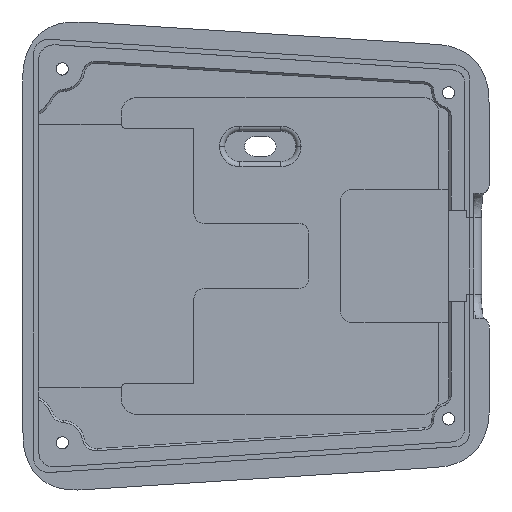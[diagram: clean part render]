
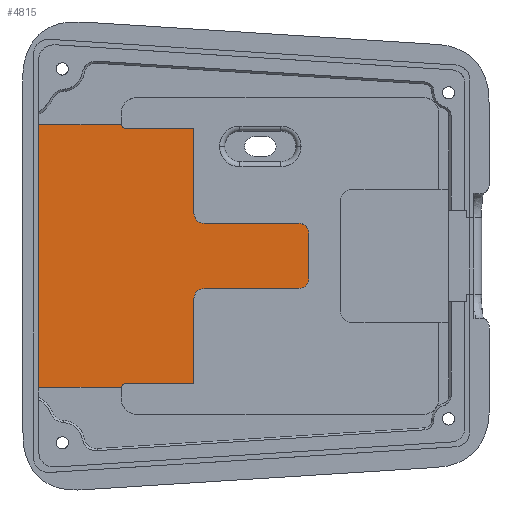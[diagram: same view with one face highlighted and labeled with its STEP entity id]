
A CAD part, top view. The second image highlights one B-rep face of the part: STEP entity #4815.
In plain terms, the highlighted planar face has unit normal (0, 0, 1).
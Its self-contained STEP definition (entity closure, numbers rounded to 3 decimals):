
#4398=CARTESIAN_POINT('',(-6.557,28.175,-2.579));
#4399=VERTEX_POINT('',#4398);
#4432=CARTESIAN_POINT('',(-6.557,-23.425,-2.579));
#4433=VERTEX_POINT('',#4432);
#4440=CARTESIAN_POINT('',(-6.557,-23.425,-2.579));
#4441=DIRECTION('',(0.,1.,-0.));
#4442=VECTOR('',#4441,51.6);
#4443=LINE('',#4440,#4442);
#4444=EDGE_CURVE('',#4433,#4399,#4443,.T.);
#4626=CARTESIAN_POINT('',(46.503,6.766,-2.579));
#4627=VERTEX_POINT('',#4626);
#4635=CARTESIAN_POINT('',(44.503,8.766,-2.579));
#4636=VERTEX_POINT('',#4635);
#4643=CARTESIAN_POINT('',(44.503,6.766,-2.579));
#4644=DIRECTION('',(-0.,0.,1.));
#4645=DIRECTION('',(1.,0.,0.));
#4646=AXIS2_PLACEMENT_3D('',#4643,#4644,#4645);
#4647=CIRCLE('',#4646,2.);
#4648=EDGE_CURVE('',#4627,#4636,#4647,.T.);
#4658=CARTESIAN_POINT('',(44.503,-4.034,-2.579));
#4659=VERTEX_POINT('',#4658);
#4667=CARTESIAN_POINT('',(46.503,-2.034,-2.579));
#4668=VERTEX_POINT('',#4667);
#4675=CARTESIAN_POINT('',(44.503,-2.034,-2.579));
#4676=DIRECTION('',(-0.,0.,1.));
#4677=DIRECTION('',(1.,0.,0.));
#4678=AXIS2_PLACEMENT_3D('',#4675,#4676,#4677);
#4679=CIRCLE('',#4678,2.);
#4680=EDGE_CURVE('',#4659,#4668,#4679,.T.);
#4685=CARTESIAN_POINT('',(33.503,2.366,-2.579));
#4686=DIRECTION('',(-0.,0.,1.));
#4687=DIRECTION('',(0.826,0.564,0.));
#4688=AXIS2_PLACEMENT_3D('',#4685,#4686,#4687);
#4689=PLANE('',#4688);
#4690=CARTESIAN_POINT('',(46.503,-2.034,-2.579));
#4691=DIRECTION('',(0.,1.,-0.));
#4692=VECTOR('',#4691,8.8);
#4693=LINE('',#4690,#4692);
#4694=EDGE_CURVE('',#4668,#4627,#4693,.T.);
#4695=ORIENTED_EDGE('',*,*,#4694,.T.);
#4696=ORIENTED_EDGE('',*,*,#4648,.T.);
#4697=CARTESIAN_POINT('',(25.943,8.766,-2.579));
#4698=VERTEX_POINT('',#4697);
#4699=CARTESIAN_POINT('',(25.943,8.766,-2.579));
#4700=DIRECTION('',(1.,-0.,0.));
#4701=VECTOR('',#4700,18.56);
#4702=LINE('',#4699,#4701);
#4703=EDGE_CURVE('',#4698,#4636,#4702,.T.);
#4704=ORIENTED_EDGE('',*,*,#4703,.F.);
#4705=CARTESIAN_POINT('',(23.943,10.766,-2.579));
#4706=VERTEX_POINT('',#4705);
#4707=CARTESIAN_POINT('',(25.943,10.766,-2.579));
#4708=DIRECTION('',(0.,-0.,-1.));
#4709=DIRECTION('',(1.,0.,0.));
#4710=AXIS2_PLACEMENT_3D('',#4707,#4708,#4709);
#4711=CIRCLE('',#4710,2.);
#4712=EDGE_CURVE('',#4698,#4706,#4711,.T.);
#4713=ORIENTED_EDGE('',*,*,#4712,.T.);
#4714=CARTESIAN_POINT('',(23.943,27.375,-2.579));
#4715=VERTEX_POINT('',#4714);
#4716=CARTESIAN_POINT('',(23.943,27.375,-2.579));
#4717=DIRECTION('',(-0.,-1.,0.));
#4718=VECTOR('',#4717,16.609);
#4719=LINE('',#4716,#4718);
#4720=EDGE_CURVE('',#4715,#4706,#4719,.T.);
#4721=ORIENTED_EDGE('',*,*,#4720,.F.);
#4722=CARTESIAN_POINT('',(10.703,27.375,-2.579));
#4723=VERTEX_POINT('',#4722);
#4724=CARTESIAN_POINT('',(10.703,27.375,-2.579));
#4725=DIRECTION('',(1.,0.,0.));
#4726=VECTOR('',#4725,13.24);
#4727=LINE('',#4724,#4726);
#4728=EDGE_CURVE('',#4723,#4715,#4727,.T.);
#4729=ORIENTED_EDGE('',*,*,#4728,.F.);
#4730=CARTESIAN_POINT('',(9.723,28.175,-2.579));
#4731=VERTEX_POINT('',#4730);
#4732=CARTESIAN_POINT('',(10.703,27.375,-2.579));
#4733=CARTESIAN_POINT('',(10.588,27.375,-2.579));
#4734=CARTESIAN_POINT('',(10.475,27.395,-2.579));
#4735=CARTESIAN_POINT('',(10.367,27.433,-2.579));
#4736=CARTESIAN_POINT('',(10.26,27.471,-2.579));
#4737=CARTESIAN_POINT('',(10.158,27.529,-2.579));
#4738=CARTESIAN_POINT('',(10.07,27.601,-2.579));
#4739=CARTESIAN_POINT('',(9.982,27.673,-2.579));
#4740=CARTESIAN_POINT('',(9.906,27.761,-2.579));
#4741=CARTESIAN_POINT('',(9.847,27.858,-2.579));
#4742=CARTESIAN_POINT('',(9.788,27.955,-2.579));
#4743=CARTESIAN_POINT('',(9.746,28.063,-2.579));
#4744=CARTESIAN_POINT('',(9.723,28.175,-2.579));
#4745=B_SPLINE_CURVE_WITH_KNOTS('',3,(#4732,#4733,#4734,#4735,#4736,#4737,#4738,#4739,#4740,#4741,#4742,#4743,#4744),.UNSPECIFIED.,.F.,.F.,(4,3,3,3,4),(0.005,0.005,0.006,0.006,0.006),.UNSPECIFIED.);
#4746=EDGE_CURVE('',#4723,#4731,#4745,.T.);
#4747=ORIENTED_EDGE('',*,*,#4746,.T.);
#4748=CARTESIAN_POINT('',(9.723,28.175,-2.579));
#4749=DIRECTION('',(-1.,-0.,-0.));
#4750=VECTOR('',#4749,16.28);
#4751=LINE('',#4748,#4750);
#4752=EDGE_CURVE('',#4731,#4399,#4751,.T.);
#4753=ORIENTED_EDGE('',*,*,#4752,.T.);
#4754=ORIENTED_EDGE('',*,*,#4444,.F.);
#4755=CARTESIAN_POINT('',(9.723,-23.425,-2.579));
#4756=VERTEX_POINT('',#4755);
#4757=CARTESIAN_POINT('',(9.723,-23.425,-2.579));
#4758=DIRECTION('',(-1.,-0.,-0.));
#4759=VECTOR('',#4758,16.28);
#4760=LINE('',#4757,#4759);
#4761=EDGE_CURVE('',#4756,#4433,#4760,.T.);
#4762=ORIENTED_EDGE('',*,*,#4761,.F.);
#4763=CARTESIAN_POINT('',(10.703,-22.625,-2.579));
#4764=VERTEX_POINT('',#4763);
#4765=CARTESIAN_POINT('',(9.723,-23.425,-2.579));
#4766=CARTESIAN_POINT('',(9.746,-23.312,-2.579));
#4767=CARTESIAN_POINT('',(9.788,-23.206,-2.579));
#4768=CARTESIAN_POINT('',(9.847,-23.108,-2.579));
#4769=CARTESIAN_POINT('',(9.906,-23.01,-2.579));
#4770=CARTESIAN_POINT('',(9.983,-22.922,-2.579));
#4771=CARTESIAN_POINT('',(10.071,-22.85,-2.579));
#4772=CARTESIAN_POINT('',(10.159,-22.778,-2.579));
#4773=CARTESIAN_POINT('',(10.261,-22.721,-2.579));
#4774=CARTESIAN_POINT('',(10.367,-22.683,-2.579));
#4775=CARTESIAN_POINT('',(10.474,-22.645,-2.579));
#4776=CARTESIAN_POINT('',(10.589,-22.625,-2.579));
#4777=CARTESIAN_POINT('',(10.703,-22.625,-2.579));
#4778=B_SPLINE_CURVE_WITH_KNOTS('',3,(#4765,#4766,#4767,#4768,#4769,#4770,#4771,#4772,#4773,#4774,#4775,#4776,#4777),.UNSPECIFIED.,.F.,.F.,(4,3,3,3,4),(0.005,0.005,0.006,0.006,0.006),.UNSPECIFIED.);
#4779=EDGE_CURVE('',#4756,#4764,#4778,.T.);
#4780=ORIENTED_EDGE('',*,*,#4779,.T.);
#4781=CARTESIAN_POINT('',(23.943,-22.625,-2.579));
#4782=VERTEX_POINT('',#4781);
#4783=CARTESIAN_POINT('',(10.703,-22.625,-2.579));
#4784=DIRECTION('',(1.,0.,0.));
#4785=VECTOR('',#4784,13.24);
#4786=LINE('',#4783,#4785);
#4787=EDGE_CURVE('',#4764,#4782,#4786,.T.);
#4788=ORIENTED_EDGE('',*,*,#4787,.T.);
#4789=CARTESIAN_POINT('',(23.943,-6.035,-2.579));
#4790=VERTEX_POINT('',#4789);
#4791=CARTESIAN_POINT('',(23.943,-6.035,-2.579));
#4792=DIRECTION('',(-0.,-1.,0.));
#4793=VECTOR('',#4792,16.59);
#4794=LINE('',#4791,#4793);
#4795=EDGE_CURVE('',#4790,#4782,#4794,.T.);
#4796=ORIENTED_EDGE('',*,*,#4795,.F.);
#4797=CARTESIAN_POINT('',(25.943,-4.034,-2.579));
#4798=VERTEX_POINT('',#4797);
#4799=CARTESIAN_POINT('',(25.943,-6.035,-2.579));
#4800=DIRECTION('',(0.,-0.,-1.));
#4801=DIRECTION('',(1.,0.,0.));
#4802=AXIS2_PLACEMENT_3D('',#4799,#4800,#4801);
#4803=CIRCLE('',#4802,2.);
#4804=EDGE_CURVE('',#4790,#4798,#4803,.T.);
#4805=ORIENTED_EDGE('',*,*,#4804,.T.);
#4806=CARTESIAN_POINT('',(25.943,-4.034,-2.579));
#4807=DIRECTION('',(1.,-0.,0.));
#4808=VECTOR('',#4807,18.56);
#4809=LINE('',#4806,#4808);
#4810=EDGE_CURVE('',#4798,#4659,#4809,.T.);
#4811=ORIENTED_EDGE('',*,*,#4810,.T.);
#4812=ORIENTED_EDGE('',*,*,#4680,.T.);
#4813=EDGE_LOOP('',(#4695,#4696,#4704,#4713,#4721,#4729,#4747,#4753,#4754,#4762,#4780,#4788,#4796,#4805,#4811,#4812));
#4814=FACE_BOUND('',#4813,.T.);
#4815=ADVANCED_FACE('',(#4814),#4689,.T.);
